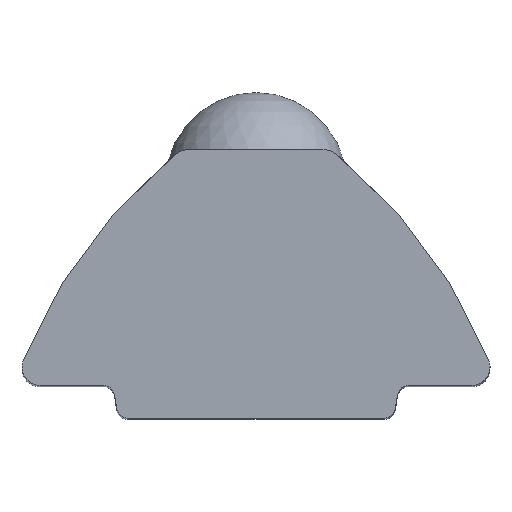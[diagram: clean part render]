
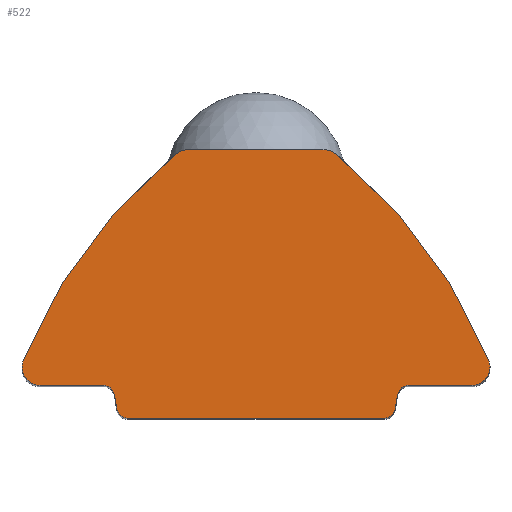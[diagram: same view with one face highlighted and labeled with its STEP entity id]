
A CAD part, top view. The second image highlights one B-rep face of the part: STEP entity #522.
In plain terms, the highlighted planar face has unit normal (0, 0, 1).
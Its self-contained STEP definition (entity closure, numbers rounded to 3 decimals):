
#32=PLANE('',#588);
#37=CIRCLE('',#548,14.);
#38=CIRCLE('',#550,14.);
#40=CIRCLE('',#553,0.6);
#43=CIRCLE('',#560,0.6);
#44=CIRCLE('',#562,0.5);
#46=CIRCLE('',#566,0.3);
#48=CIRCLE('',#570,0.3);
#51=CIRCLE('',#575,0.3);
#53=CIRCLE('',#579,0.3);
#55=CIRCLE('',#583,0.5);
#76=LINE('',#863,#112);
#80=LINE('',#875,#116);
#84=LINE('',#889,#120);
#88=LINE('',#901,#124);
#92=LINE('',#913,#128);
#95=LINE('',#923,#131);
#112=VECTOR('',#663,1000.);
#116=VECTOR('',#675,1000.);
#120=VECTOR('',#689,1000.);
#124=VECTOR('',#701,1000.);
#128=VECTOR('',#713,1000.);
#131=VECTOR('',#726,1000.);
#245=ORIENTED_EDGE('',*,*,#295,.T.);
#246=ORIENTED_EDGE('',*,*,#320,.T.);
#247=ORIENTED_EDGE('',*,*,#323,.T.);
#248=ORIENTED_EDGE('',*,*,#326,.F.);
#249=ORIENTED_EDGE('',*,*,#329,.T.);
#250=ORIENTED_EDGE('',*,*,#332,.T.);
#251=ORIENTED_EDGE('',*,*,#336,.T.);
#252=ORIENTED_EDGE('',*,*,#339,.T.);
#253=ORIENTED_EDGE('',*,*,#342,.T.);
#254=ORIENTED_EDGE('',*,*,#345,.F.);
#255=ORIENTED_EDGE('',*,*,#348,.T.);
#256=ORIENTED_EDGE('',*,*,#351,.T.);
#257=ORIENTED_EDGE('',*,*,#303,.T.);
#258=ORIENTED_EDGE('',*,*,#308,.T.);
#259=ORIENTED_EDGE('',*,*,#354,.T.);
#260=ORIENTED_EDGE('',*,*,#319,.T.);
#295=EDGE_CURVE('',#368,#367,#37,.T.);
#303=EDGE_CURVE('',#375,#374,#38,.T.);
#308=EDGE_CURVE('',#374,#378,#40,.T.);
#319=EDGE_CURVE('',#384,#368,#43,.T.);
#320=EDGE_CURVE('',#367,#385,#44,.T.);
#323=EDGE_CURVE('',#385,#387,#76,.T.);
#326=EDGE_CURVE('',#389,#387,#46,.T.);
#329=EDGE_CURVE('',#389,#391,#80,.T.);
#332=EDGE_CURVE('',#391,#393,#48,.T.);
#336=EDGE_CURVE('',#393,#396,#84,.T.);
#339=EDGE_CURVE('',#396,#398,#51,.T.);
#342=EDGE_CURVE('',#398,#400,#88,.T.);
#345=EDGE_CURVE('',#402,#400,#53,.T.);
#348=EDGE_CURVE('',#402,#404,#92,.T.);
#351=EDGE_CURVE('',#404,#375,#55,.T.);
#354=EDGE_CURVE('',#378,#384,#95,.T.);
#367=VERTEX_POINT('',#780);
#368=VERTEX_POINT('',#782);
#374=VERTEX_POINT('',#805);
#375=VERTEX_POINT('',#807);
#378=VERTEX_POINT('',#818);
#384=VERTEX_POINT('',#850);
#385=VERTEX_POINT('',#858);
#387=VERTEX_POINT('',#864);
#389=VERTEX_POINT('',#870);
#391=VERTEX_POINT('',#876);
#393=VERTEX_POINT('',#882);
#396=VERTEX_POINT('',#890);
#398=VERTEX_POINT('',#896);
#400=VERTEX_POINT('',#902);
#402=VERTEX_POINT('',#908);
#404=VERTEX_POINT('',#914);
#444=EDGE_LOOP('',(#245,#246,#247,#248,#249,#250,#251,#252,#253,#254,#255,
#256,#257,#258,#259,#260));
#476=FACE_BOUND('',#444,.T.);
#522=ADVANCED_FACE('',(#476),#32,.T.);
#548=AXIS2_PLACEMENT_3D('',#781,#619,#620);
#550=AXIS2_PLACEMENT_3D('',#806,#627,#628);
#553=AXIS2_PLACEMENT_3D('',#819,#635,#636);
#560=AXIS2_PLACEMENT_3D('',#855,#652,#653);
#562=AXIS2_PLACEMENT_3D('',#857,#656,#657);
#566=AXIS2_PLACEMENT_3D('',#869,#668,#669);
#570=AXIS2_PLACEMENT_3D('',#881,#680,#681);
#575=AXIS2_PLACEMENT_3D('',#895,#694,#695);
#579=AXIS2_PLACEMENT_3D('',#907,#706,#707);
#583=AXIS2_PLACEMENT_3D('',#919,#718,#719);
#588=AXIS2_PLACEMENT_3D('',#925,#729,#730);
#619=DIRECTION('',(0.,0.,1.));
#620=DIRECTION('',(1.,0.,0.));
#627=DIRECTION('',(0.,0.,1.));
#628=DIRECTION('',(1.,0.,0.));
#635=DIRECTION('',(0.,0.,1.));
#636=DIRECTION('',(1.,0.,0.));
#652=DIRECTION('',(0.,0.,1.));
#653=DIRECTION('',(1.,0.,0.));
#656=DIRECTION('',(0.,0.,1.));
#657=DIRECTION('',(1.,0.,0.));
#663=DIRECTION('',(1.,0.,0.));
#668=DIRECTION('',(0.,0.,1.));
#669=DIRECTION('',(1.,0.,0.));
#675=DIRECTION('',(0.174,-0.985,0.));
#680=DIRECTION('',(0.,0.,1.));
#681=DIRECTION('',(1.,0.,0.));
#689=DIRECTION('',(1.,0.,0.));
#694=DIRECTION('',(0.,0.,1.));
#695=DIRECTION('',(1.,0.,0.));
#701=DIRECTION('',(0.174,0.985,0.));
#706=DIRECTION('',(0.,0.,1.));
#707=DIRECTION('',(1.,0.,0.));
#713=DIRECTION('',(1.,0.,0.));
#718=DIRECTION('',(0.,0.,1.));
#719=DIRECTION('',(1.,0.,0.));
#726=DIRECTION('',(-1.,0.,0.));
#729=DIRECTION('',(0.,0.,1.));
#730=DIRECTION('',(1.,0.,0.));
#780=CARTESIAN_POINT('',(-6.415,1.586,0.));
#781=CARTESIAN_POINT('',(6.58,-3.624,0.));
#782=CARTESIAN_POINT('',(-2.218,7.267,0.));
#805=CARTESIAN_POINT('',(2.218,7.267,0.));
#806=CARTESIAN_POINT('',(-6.58,-3.624,0.));
#807=CARTESIAN_POINT('',(6.415,1.586,0.));
#818=CARTESIAN_POINT('',(1.841,7.4,0.));
#819=CARTESIAN_POINT('',(1.841,6.8,0.));
#850=CARTESIAN_POINT('',(-1.841,7.4,0.));
#855=CARTESIAN_POINT('',(-1.841,6.8,0.));
#857=CARTESIAN_POINT('',(-5.95,1.4,0.));
#858=CARTESIAN_POINT('',(-5.95,0.9,0.));
#863=CARTESIAN_POINT('',(-5.95,0.9,0.));
#864=CARTESIAN_POINT('',(-4.202,0.9,0.));
#869=CARTESIAN_POINT('',(-4.202,0.6,0.));
#870=CARTESIAN_POINT('',(-3.906,0.652,0.));
#875=CARTESIAN_POINT('',(-3.906,0.652,0.));
#876=CARTESIAN_POINT('',(-3.835,0.248,0.));
#881=CARTESIAN_POINT('',(-3.54,0.3,0.));
#882=CARTESIAN_POINT('',(-3.54,0.,0.));
#889=CARTESIAN_POINT('',(-3.54,0.,0.));
#890=CARTESIAN_POINT('',(3.54,0.,0.));
#895=CARTESIAN_POINT('',(3.54,0.3,0.));
#896=CARTESIAN_POINT('',(3.835,0.248,0.));
#901=CARTESIAN_POINT('',(3.835,0.248,0.));
#902=CARTESIAN_POINT('',(3.906,0.652,0.));
#907=CARTESIAN_POINT('',(4.202,0.6,0.));
#908=CARTESIAN_POINT('',(4.202,0.9,0.));
#913=CARTESIAN_POINT('',(4.202,0.9,0.));
#914=CARTESIAN_POINT('',(5.95,0.9,0.));
#919=CARTESIAN_POINT('',(5.95,1.4,0.));
#923=CARTESIAN_POINT('',(1.841,7.4,0.));
#925=CARTESIAN_POINT('',(6.58,-3.624,0.));
